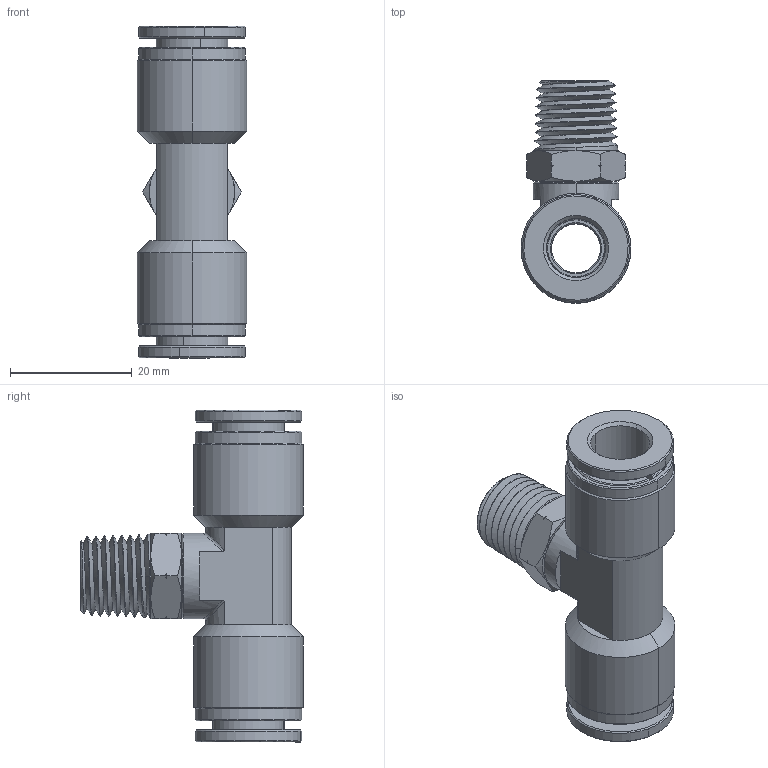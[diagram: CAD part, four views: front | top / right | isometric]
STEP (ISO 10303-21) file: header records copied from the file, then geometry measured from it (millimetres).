
FILE_DESCRIPTION (( 'STEP AP214' ), '1' );
FILE_NAME ('BTS3-8N1-4W.STEP', '2018-07-24T19:20:57', ( '' ), ( '' ), 'SwSTEP 2.0', 'SolidWorks 2016', '' );
FILE_SCHEMA (( 'AUTOMOTIVE_DESIGN' ));
Length unit declared in the file: millimetre
Products named in the file (1): BTS3-8N1-4W
Bounding box: 18 x 36.5 x 54.44 mm (x, y, z)
Volume: 8652.9 mm3; surface area: 13914.6 mm2
Topology: 12 solids, 12 shells, 898 faces, 2470 edges, 1610 vertices
Faces by surface type: plane 322, cone 311, cylinder 147, bspline 114, torus 4
Entity records: 44666 total; most frequent: CARTESIAN_POINT 13484, ORIENTED_EDGE 4940, DIRECTION 3824, EDGE_CURVE 2470, VERTEX_POINT 1610, AXIS2_PLACEMENT_3D 1549, B_SPLINE_CURVE_WITH_KNOTS 950, EDGE_LOOP 938
